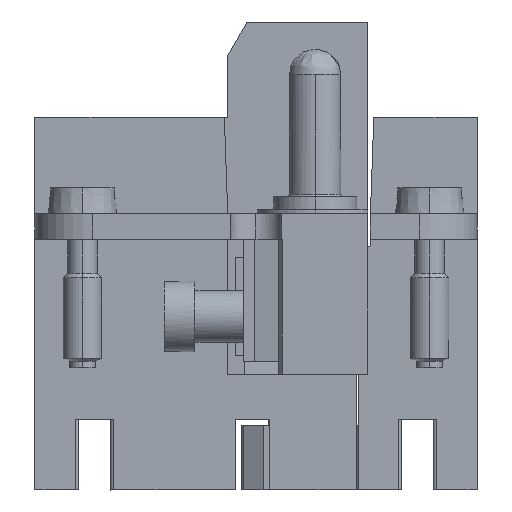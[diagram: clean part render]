
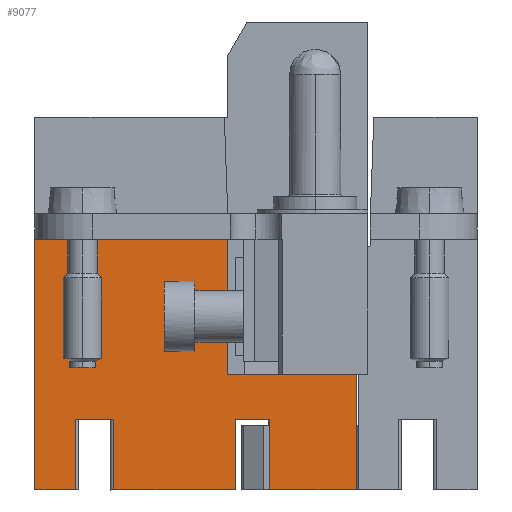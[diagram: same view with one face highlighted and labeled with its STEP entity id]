
A CAD part, front view. The second image highlights one B-rep face of the part: STEP entity #9077.
In plain terms, the highlighted planar face has unit normal (0, -1, 0).
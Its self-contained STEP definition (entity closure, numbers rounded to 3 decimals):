
#8922=AXIS2_PLACEMENT_3D('Plane Axis2P3D',#8919,#8920,#8921) ;
#2926=CARTESIAN_POINT('Vertex',(25.,7.75,0.)) ;
#2929=CARTESIAN_POINT('Line Origine',(21.63,7.75,0.)) ;
#2933=CARTESIAN_POINT('Vertex',(18.26,7.75,0.)) ;
#7862=CARTESIAN_POINT('Vertex',(0.,7.75,19.5)) ;
#7865=CARTESIAN_POINT('Line Origine',(7.5,7.75,19.5)) ;
#7869=CARTESIAN_POINT('Vertex',(15.,7.75,19.5)) ;
#8286=CARTESIAN_POINT('Vertex',(0.,7.75,0.)) ;
#8289=CARTESIAN_POINT('Line Origine',(0.,7.75,9.75)) ;
#8919=CARTESIAN_POINT('Axis2P3D Location',(0.,7.75,0.)) ;
#8924=CARTESIAN_POINT('Line Origine',(19.388,7.75,10.372)) ;
#8928=CARTESIAN_POINT('Vertex',(19.499,7.75,10.372)) ;
#8930=CARTESIAN_POINT('Vertex',(19.278,7.75,10.372)) ;
#8933=CARTESIAN_POINT('Line Origine',(19.278,7.75,9.686)) ;
#8937=CARTESIAN_POINT('Vertex',(19.278,7.75,9.)) ;
#8940=CARTESIAN_POINT('Line Origine',(17.139,7.75,9.)) ;
#8944=CARTESIAN_POINT('Vertex',(15.,7.75,9.)) ;
#8947=CARTESIAN_POINT('Line Origine',(15.,7.75,14.25)) ;
#8952=CARTESIAN_POINT('Line Origine',(1.581,7.75,0.)) ;
#8956=CARTESIAN_POINT('Vertex',(3.163,7.75,0.)) ;
#8959=CARTESIAN_POINT('Line Origine',(3.162,7.75,2.75)) ;
#8963=CARTESIAN_POINT('Vertex',(3.162,7.75,5.5)) ;
#8966=CARTESIAN_POINT('Line Origine',(4.65,7.75,5.5)) ;
#8970=CARTESIAN_POINT('Vertex',(6.137,7.75,5.5)) ;
#8973=CARTESIAN_POINT('Line Origine',(6.137,7.75,2.75)) ;
#8977=CARTESIAN_POINT('Vertex',(6.137,7.75,0.)) ;
#8980=CARTESIAN_POINT('Line Origine',(10.869,7.75,0.)) ;
#8984=CARTESIAN_POINT('Vertex',(15.6,7.75,0.)) ;
#8987=CARTESIAN_POINT('Line Origine',(15.6,7.75,2.75)) ;
#8991=CARTESIAN_POINT('Vertex',(15.6,7.75,5.5)) ;
#8994=CARTESIAN_POINT('Line Origine',(16.93,7.75,5.5)) ;
#8998=CARTESIAN_POINT('Vertex',(18.26,7.75,5.5)) ;
#9001=CARTESIAN_POINT('Line Origine',(18.26,7.75,2.75)) ;
#9006=CARTESIAN_POINT('Line Origine',(25.,7.75,4.5)) ;
#9010=CARTESIAN_POINT('Vertex',(25.,7.75,9.)) ;
#9013=CARTESIAN_POINT('Line Origine',(24.337,7.75,9.)) ;
#9017=CARTESIAN_POINT('Vertex',(23.674,7.75,9.)) ;
#9020=CARTESIAN_POINT('Line Origine',(23.674,7.75,9.686)) ;
#9024=CARTESIAN_POINT('Vertex',(23.674,7.75,10.372)) ;
#9027=CARTESIAN_POINT('Line Origine',(23.603,7.75,10.372)) ;
#9031=CARTESIAN_POINT('Vertex',(23.532,7.75,10.372)) ;
#9034=CARTESIAN_POINT('Line Origine',(23.532,7.75,10.186)) ;
#9038=CARTESIAN_POINT('Vertex',(23.532,7.75,10.)) ;
#9041=CARTESIAN_POINT('Line Origine',(21.515,7.75,10.)) ;
#9045=CARTESIAN_POINT('Vertex',(19.499,7.75,10.)) ;
#9048=CARTESIAN_POINT('Line Origine',(19.499,7.75,10.186)) ;
#2930=DIRECTION('Vector Direction',(1.,0.,0.)) ;
#7866=DIRECTION('Vector Direction',(-1.,0.,0.)) ;
#8290=DIRECTION('Vector Direction',(0.,0.,-1.)) ;
#8920=DIRECTION('Axis2P3D Direction',(0.,-1.,0.)) ;
#8921=DIRECTION('Axis2P3D XDirection',(0.,0.,1.)) ;
#8925=DIRECTION('Vector Direction',(-1.,0.,0.)) ;
#8934=DIRECTION('Vector Direction',(0.,0.,-1.)) ;
#8941=DIRECTION('Vector Direction',(-1.,0.,0.)) ;
#8948=DIRECTION('Vector Direction',(0.,0.,1.)) ;
#8953=DIRECTION('Vector Direction',(-1.,0.,0.)) ;
#8960=DIRECTION('Vector Direction',(0.,0.,1.)) ;
#8967=DIRECTION('Vector Direction',(1.,0.,0.)) ;
#8974=DIRECTION('Vector Direction',(0.,0.,-1.)) ;
#8981=DIRECTION('Vector Direction',(1.,0.,0.)) ;
#8988=DIRECTION('Vector Direction',(0.,0.,1.)) ;
#8995=DIRECTION('Vector Direction',(1.,0.,0.)) ;
#9002=DIRECTION('Vector Direction',(0.,0.,-1.)) ;
#9007=DIRECTION('Vector Direction',(0.,0.,1.)) ;
#9014=DIRECTION('Vector Direction',(1.,0.,0.)) ;
#9021=DIRECTION('Vector Direction',(0.,0.,1.)) ;
#9028=DIRECTION('Vector Direction',(-1.,0.,0.)) ;
#9035=DIRECTION('Vector Direction',(0.,0.,1.)) ;
#9042=DIRECTION('Vector Direction',(1.,0.,0.)) ;
#9049=DIRECTION('Vector Direction',(0.,0.,-1.)) ;
#2931=VECTOR('Line Direction',#2930,1.) ;
#7867=VECTOR('Line Direction',#7866,1.) ;
#8291=VECTOR('Line Direction',#8290,1.) ;
#8926=VECTOR('Line Direction',#8925,1.) ;
#8935=VECTOR('Line Direction',#8934,1.) ;
#8942=VECTOR('Line Direction',#8941,1.) ;
#8949=VECTOR('Line Direction',#8948,1.) ;
#8954=VECTOR('Line Direction',#8953,1.) ;
#8961=VECTOR('Line Direction',#8960,1.) ;
#8968=VECTOR('Line Direction',#8967,1.) ;
#8975=VECTOR('Line Direction',#8974,1.) ;
#8982=VECTOR('Line Direction',#8981,1.) ;
#8989=VECTOR('Line Direction',#8988,1.) ;
#8996=VECTOR('Line Direction',#8995,1.) ;
#9003=VECTOR('Line Direction',#9002,1.) ;
#9008=VECTOR('Line Direction',#9007,1.) ;
#9015=VECTOR('Line Direction',#9014,1.) ;
#9022=VECTOR('Line Direction',#9021,1.) ;
#9029=VECTOR('Line Direction',#9028,1.) ;
#9036=VECTOR('Line Direction',#9035,1.) ;
#9043=VECTOR('Line Direction',#9042,1.) ;
#9050=VECTOR('Line Direction',#9049,1.) ;
#9054=ORIENTED_EDGE('',*,*,#8932,.T.) ;
#9055=ORIENTED_EDGE('',*,*,#8939,.T.) ;
#9056=ORIENTED_EDGE('',*,*,#8946,.T.) ;
#9057=ORIENTED_EDGE('',*,*,#8951,.T.) ;
#9058=ORIENTED_EDGE('',*,*,#7871,.T.) ;
#9059=ORIENTED_EDGE('',*,*,#8293,.T.) ;
#9060=ORIENTED_EDGE('',*,*,#8958,.F.) ;
#9061=ORIENTED_EDGE('',*,*,#8965,.T.) ;
#9062=ORIENTED_EDGE('',*,*,#8972,.T.) ;
#9063=ORIENTED_EDGE('',*,*,#8979,.T.) ;
#9064=ORIENTED_EDGE('',*,*,#8986,.T.) ;
#9065=ORIENTED_EDGE('',*,*,#8993,.T.) ;
#9066=ORIENTED_EDGE('',*,*,#9000,.T.) ;
#9067=ORIENTED_EDGE('',*,*,#9005,.T.) ;
#9068=ORIENTED_EDGE('',*,*,#2935,.T.) ;
#9069=ORIENTED_EDGE('',*,*,#9012,.T.) ;
#9070=ORIENTED_EDGE('',*,*,#9019,.F.) ;
#9071=ORIENTED_EDGE('',*,*,#9026,.T.) ;
#9072=ORIENTED_EDGE('',*,*,#9033,.T.) ;
#9073=ORIENTED_EDGE('',*,*,#9040,.F.) ;
#9074=ORIENTED_EDGE('',*,*,#9047,.F.) ;
#9075=ORIENTED_EDGE('',*,*,#9052,.F.) ;
#9077=ADVANCED_FACE('KLSC_M3x10.1\\Hauptk\X2\00F6\X0\rper',(#9076),#8923,.T.) ;
#2935=EDGE_CURVE('',#2934,#2927,#2932,.T.) ;
#7871=EDGE_CURVE('',#7870,#7863,#7868,.T.) ;
#8293=EDGE_CURVE('',#7863,#8287,#8292,.T.) ;
#8932=EDGE_CURVE('',#8929,#8931,#8927,.T.) ;
#8939=EDGE_CURVE('',#8931,#8938,#8936,.T.) ;
#8946=EDGE_CURVE('',#8938,#8945,#8943,.T.) ;
#8951=EDGE_CURVE('',#8945,#7870,#8950,.T.) ;
#8958=EDGE_CURVE('',#8957,#8287,#8955,.T.) ;
#8965=EDGE_CURVE('',#8957,#8964,#8962,.T.) ;
#8972=EDGE_CURVE('',#8964,#8971,#8969,.T.) ;
#8979=EDGE_CURVE('',#8971,#8978,#8976,.T.) ;
#8986=EDGE_CURVE('',#8978,#8985,#8983,.T.) ;
#8993=EDGE_CURVE('',#8985,#8992,#8990,.T.) ;
#9000=EDGE_CURVE('',#8992,#8999,#8997,.T.) ;
#9005=EDGE_CURVE('',#8999,#2934,#9004,.T.) ;
#9012=EDGE_CURVE('',#2927,#9011,#9009,.T.) ;
#9019=EDGE_CURVE('',#9018,#9011,#9016,.T.) ;
#9026=EDGE_CURVE('',#9018,#9025,#9023,.T.) ;
#9033=EDGE_CURVE('',#9025,#9032,#9030,.T.) ;
#9040=EDGE_CURVE('',#9039,#9032,#9037,.T.) ;
#9047=EDGE_CURVE('',#9046,#9039,#9044,.T.) ;
#9052=EDGE_CURVE('',#8929,#9046,#9051,.T.) ;
#9053=EDGE_LOOP('',(#9054,#9055,#9056,#9057,#9058,#9059,#9060,#9061,#9062,#9063,#9064,#9065,#9066,#9067,#9068,#9069,#9070,#9071,#9072,#9073,#9074,#9075)) ;
#9076=FACE_OUTER_BOUND('',#9053,.T.) ;
#2932=LINE('Line',#2929,#2931) ;
#7868=LINE('Line',#7865,#7867) ;
#8292=LINE('Line',#8289,#8291) ;
#8927=LINE('Line',#8924,#8926) ;
#8936=LINE('Line',#8933,#8935) ;
#8943=LINE('Line',#8940,#8942) ;
#8950=LINE('Line',#8947,#8949) ;
#8955=LINE('Line',#8952,#8954) ;
#8962=LINE('Line',#8959,#8961) ;
#8969=LINE('Line',#8966,#8968) ;
#8976=LINE('Line',#8973,#8975) ;
#8983=LINE('Line',#8980,#8982) ;
#8990=LINE('Line',#8987,#8989) ;
#8997=LINE('Line',#8994,#8996) ;
#9004=LINE('Line',#9001,#9003) ;
#9009=LINE('Line',#9006,#9008) ;
#9016=LINE('Line',#9013,#9015) ;
#9023=LINE('Line',#9020,#9022) ;
#9030=LINE('Line',#9027,#9029) ;
#9037=LINE('Line',#9034,#9036) ;
#9044=LINE('Line',#9041,#9043) ;
#9051=LINE('Line',#9048,#9050) ;
#8923=PLANE('',#8922) ;
#2927=VERTEX_POINT('',#2926) ;
#2934=VERTEX_POINT('',#2933) ;
#7863=VERTEX_POINT('',#7862) ;
#7870=VERTEX_POINT('',#7869) ;
#8287=VERTEX_POINT('',#8286) ;
#8929=VERTEX_POINT('',#8928) ;
#8931=VERTEX_POINT('',#8930) ;
#8938=VERTEX_POINT('',#8937) ;
#8945=VERTEX_POINT('',#8944) ;
#8957=VERTEX_POINT('',#8956) ;
#8964=VERTEX_POINT('',#8963) ;
#8971=VERTEX_POINT('',#8970) ;
#8978=VERTEX_POINT('',#8977) ;
#8985=VERTEX_POINT('',#8984) ;
#8992=VERTEX_POINT('',#8991) ;
#8999=VERTEX_POINT('',#8998) ;
#9011=VERTEX_POINT('',#9010) ;
#9018=VERTEX_POINT('',#9017) ;
#9025=VERTEX_POINT('',#9024) ;
#9032=VERTEX_POINT('',#9031) ;
#9039=VERTEX_POINT('',#9038) ;
#9046=VERTEX_POINT('',#9045) ;
